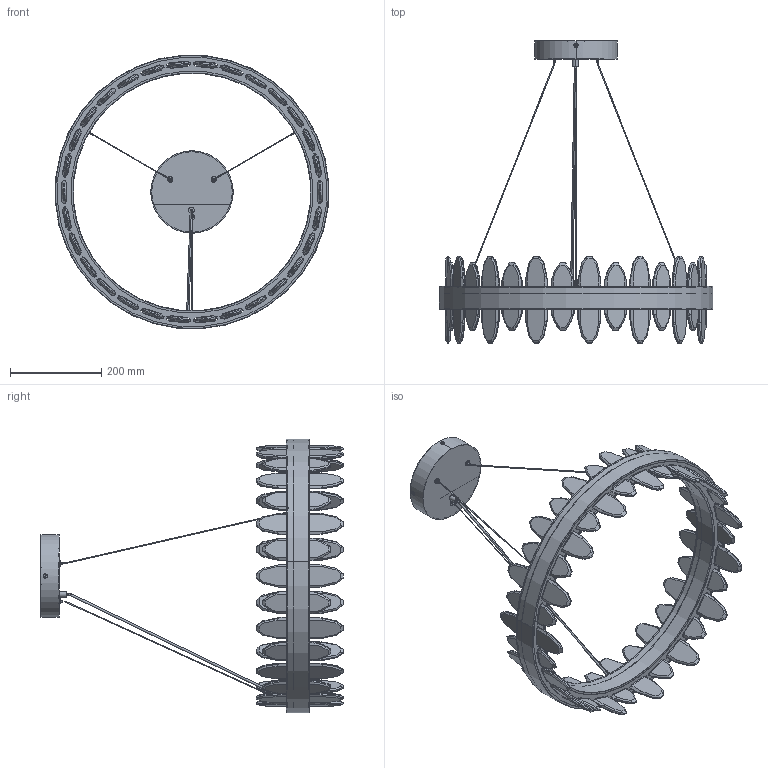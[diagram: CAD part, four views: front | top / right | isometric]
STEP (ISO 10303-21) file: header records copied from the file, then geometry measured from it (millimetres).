
FILE_DESCRIPTION (( 'STEP AP203' ), '1' );
FILE_NAME ('IX 600 P._exported.step', '2025-02-09T07:16:23', ( '' ), ( '' ), 'SwSTEP 2.0', 'SolidWorks 2023', '' );
FILE_SCHEMA (( 'CONFIG_CONTROL_DESIGN' ));
Length unit declared in the file: millimetre
Products named in the file (1): IX 600 P._exported
Bounding box: 598.54 x 661.5 x 598.54 mm (x, y, z)
Surface area: 1196032.5 mm2 (no closed solid volume)
Topology: 0 solids, 177 shells, 1784 faces, 7000 edges, 5366 vertices
Faces by surface type: plane 1625, cylinder 100, sphere 24, torus 21, cone 14
Entity records: 73678 total; most frequent: CARTESIAN_POINT 14758, DIRECTION 11771, ORIENTED_EDGE 10542, EDGE_CURVE 7000, VECTOR 5713, LINE 5713, VERTEX_POINT 5366, AXIS2_PLACEMENT_3D 3029
